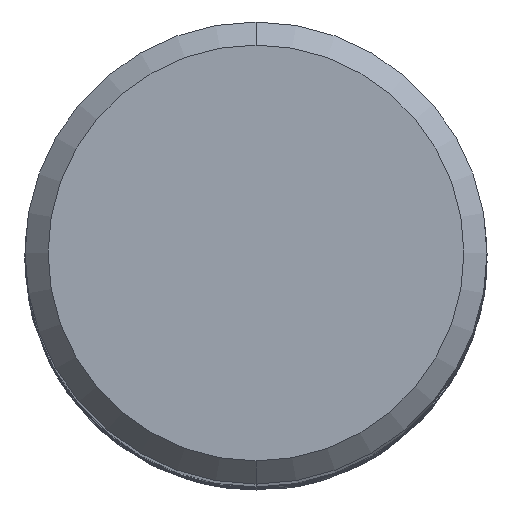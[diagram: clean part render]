
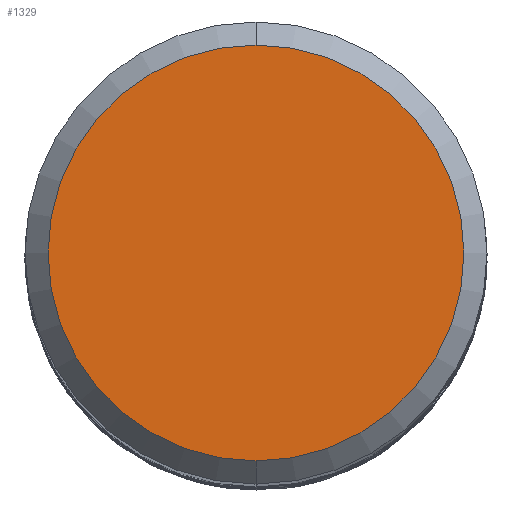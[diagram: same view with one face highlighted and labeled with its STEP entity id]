
A CAD part, top view. The second image highlights one B-rep face of the part: STEP entity #1329.
In plain terms, the highlighted planar face has unit normal (0, 0, 1).
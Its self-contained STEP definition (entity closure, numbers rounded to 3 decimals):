
#829=VERTEX_POINT('',#2084);
#975=VERTEX_POINT('',#2253);
#1057=EDGE_CURVE('',#829,#975,#2339,.T.);
#1329=ADVANCED_FACE('',(#2639),#2640,.T.);
#1343=EDGE_CURVE('',#975,#829,#2654,.T.);
#2084=CARTESIAN_POINT('',(0.0,7.2,0.));
#2253=CARTESIAN_POINT('',(0.,-7.2,0.));
#2339=CIRCLE('',#10426,7.2);
#2639=FACE_OUTER_BOUND('',#14172,.T.);
#2640=PLANE('',#14173);
#2654=CIRCLE('',#14338,7.2);
#10426=AXIS2_PLACEMENT_3D('',#19634,#19635,#19636);
#14172=EDGE_LOOP('',(#19977,#19978));
#14173=AXIS2_PLACEMENT_3D('',#19979,#19980,#19981);
#14338=AXIS2_PLACEMENT_3D('',#19984,#19985,#19986);
#19634=CARTESIAN_POINT('',(0.0,0.0,0.));
#19635=DIRECTION('',(0.0,0.0,-1.0));
#19636=DIRECTION('',(0.0,1.0,0.0));
#19977=ORIENTED_EDGE('',*,*,#1057,.F.);
#19978=ORIENTED_EDGE('',*,*,#1343,.F.);
#19979=CARTESIAN_POINT('',(0.0,3.6,0.));
#19980=DIRECTION('',(-0.0,0.0,1.0));
#19981=DIRECTION('',(0.0,-1.0,0.0));
#19984=CARTESIAN_POINT('',(0.0,0.0,0.));
#19985=DIRECTION('',(0.0,0.0,-1.0));
#19986=DIRECTION('',(0.0,1.0,0.0));
